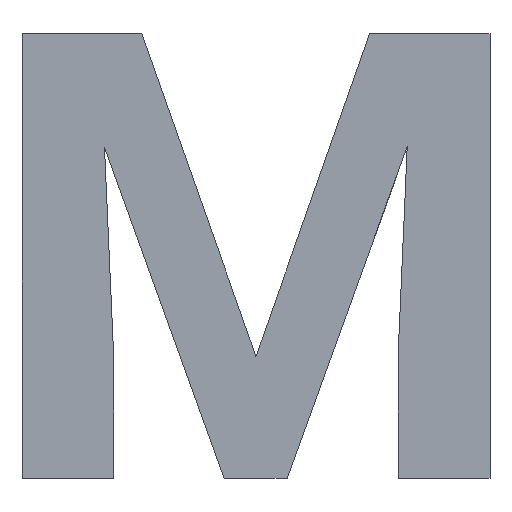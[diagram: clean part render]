
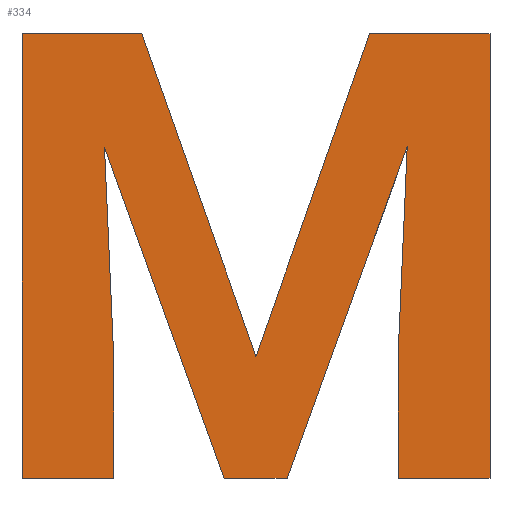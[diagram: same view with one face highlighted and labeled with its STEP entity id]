
A CAD part, top view. The second image highlights one B-rep face of the part: STEP entity #334.
In plain terms, the highlighted planar face has unit normal (0, 0, 1).
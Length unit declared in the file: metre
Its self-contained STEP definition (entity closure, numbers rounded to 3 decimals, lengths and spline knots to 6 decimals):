
#87=ORIENTED_EDGE('',*,*,#102,.F.);
#88=ORIENTED_EDGE('',*,*,#106,.F.);
#89=ORIENTED_EDGE('',*,*,#109,.F.);
#90=ORIENTED_EDGE('',*,*,#112,.F.);
#91=ORIENTED_EDGE('',*,*,#115,.F.);
#92=ORIENTED_EDGE('',*,*,#118,.F.);
#93=ORIENTED_EDGE('',*,*,#121,.F.);
#94=ORIENTED_EDGE('',*,*,#124,.F.);
#95=ORIENTED_EDGE('',*,*,#127,.F.);
#96=ORIENTED_EDGE('',*,*,#130,.F.);
#97=ORIENTED_EDGE('',*,*,#133,.F.);
#98=ORIENTED_EDGE('',*,*,#136,.F.);
#99=ORIENTED_EDGE('',*,*,#139,.F.);
#100=ORIENTED_EDGE('',*,*,#142,.F.);
#101=ORIENTED_EDGE('',*,*,#145,.F.);
#102=EDGE_CURVE('',#147,#148,#177,.T.);
#106=EDGE_CURVE('',#151,#147,#181,.T.);
#109=EDGE_CURVE('',#153,#151,#184,.T.);
#112=EDGE_CURVE('',#155,#153,#187,.T.);
#115=EDGE_CURVE('',#157,#155,#190,.T.);
#118=EDGE_CURVE('',#159,#157,#193,.T.);
#121=EDGE_CURVE('',#161,#159,#196,.T.);
#124=EDGE_CURVE('',#163,#161,#199,.T.);
#127=EDGE_CURVE('',#165,#163,#202,.T.);
#130=EDGE_CURVE('',#167,#165,#205,.T.);
#133=EDGE_CURVE('',#169,#167,#208,.T.);
#136=EDGE_CURVE('',#171,#169,#211,.T.);
#139=EDGE_CURVE('',#173,#171,#214,.T.);
#142=EDGE_CURVE('',#175,#173,#217,.T.);
#145=EDGE_CURVE('',#148,#175,#220,.T.);
#147=VERTEX_POINT('',#449);
#148=VERTEX_POINT('',#450);
#151=VERTEX_POINT('',#458);
#153=VERTEX_POINT('',#464);
#155=VERTEX_POINT('',#470);
#157=VERTEX_POINT('',#476);
#159=VERTEX_POINT('',#482);
#161=VERTEX_POINT('',#488);
#163=VERTEX_POINT('',#494);
#165=VERTEX_POINT('',#500);
#167=VERTEX_POINT('',#506);
#169=VERTEX_POINT('',#512);
#171=VERTEX_POINT('',#518);
#173=VERTEX_POINT('',#524);
#175=VERTEX_POINT('',#530);
#177=LINE('',#448,#222);
#181=LINE('',#457,#226);
#184=LINE('',#463,#229);
#187=LINE('',#469,#232);
#190=LINE('',#475,#235);
#193=LINE('',#481,#238);
#196=LINE('',#487,#241);
#199=LINE('',#493,#244);
#202=LINE('',#499,#247);
#205=LINE('',#505,#250);
#208=LINE('',#511,#253);
#211=LINE('',#517,#256);
#214=LINE('',#523,#259);
#217=LINE('',#529,#262);
#220=LINE('',#535,#265);
#222=VECTOR('',#369,1.);
#226=VECTOR('',#375,1.);
#229=VECTOR('',#380,1.);
#232=VECTOR('',#385,1.);
#235=VECTOR('',#390,1.);
#238=VECTOR('',#395,1.);
#241=VECTOR('',#400,1.);
#244=VECTOR('',#405,1.);
#247=VECTOR('',#410,1.);
#250=VECTOR('',#415,1.);
#253=VECTOR('',#420,1.);
#256=VECTOR('',#425,1.);
#259=VECTOR('',#430,1.);
#262=VECTOR('',#435,1.);
#265=VECTOR('',#440,1.);
#283=EDGE_LOOP('',(#87,#88,#89,#90,#91,#92,#93,#94,#95,#96,#97,#98,#99,
#100,#101));
#300=FACE_BOUND('',#283,.T.);
#317=PLANE('',#364);
#334=ADVANCED_FACE('',(#300),#317,.T.);
#364=AXIS2_PLACEMENT_3D('',#538,#444,#445);
#369=DIRECTION('',(0.334,-0.943,0.));
#375=DIRECTION('',(1.,0.,0.));
#380=DIRECTION('',(0.,1.,0.));
#385=DIRECTION('',(-1.,0.,0.));
#390=DIRECTION('',(0.,-1.,0.));
#395=DIRECTION('',(0.044,-0.999,0.));
#400=DIRECTION('',(-0.34,0.94,0.));
#405=DIRECTION('',(-1.,0.,0.));
#410=DIRECTION('',(-0.34,-0.94,0.));
#415=DIRECTION('',(0.044,0.999,0.));
#420=DIRECTION('',(0.,1.,0.));
#425=DIRECTION('',(-1.,0.,0.));
#430=DIRECTION('',(0.,-1.,0.));
#435=DIRECTION('',(1.,0.,0.));
#440=DIRECTION('',(0.332,0.943,0.));
#444=DIRECTION('',(0.,0.,1.));
#445=DIRECTION('',(1.,0.,0.));
#448=CARTESIAN_POINT('',(0.148317,-0.048087,0.0095));
#449=CARTESIAN_POINT('',(0.147607,-0.046082,0.0095));
#450=CARTESIAN_POINT('',(0.149027,-0.050092,0.0095));
#457=CARTESIAN_POINT('',(0.146862,-0.046082,0.0095));
#458=CARTESIAN_POINT('',(0.146118,-0.046082,0.0095));
#463=CARTESIAN_POINT('',(0.146118,-0.048847,0.0095));
#464=CARTESIAN_POINT('',(0.146118,-0.051611,0.0095));
#469=CARTESIAN_POINT('',(0.146688,-0.051611,0.0095));
#470=CARTESIAN_POINT('',(0.147258,-0.051611,0.0095));
#475=CARTESIAN_POINT('',(0.147258,-0.050855,0.0095));
#476=CARTESIAN_POINT('',(0.147258,-0.050099,0.0095));
#481=CARTESIAN_POINT('',(0.147201,-0.048797,0.0095));
#482=CARTESIAN_POINT('',(0.147143,-0.047494,0.0095));
#487=CARTESIAN_POINT('',(0.147888,-0.049553,0.0095));
#488=CARTESIAN_POINT('',(0.148632,-0.051611,0.0095));
#493=CARTESIAN_POINT('',(0.149024,-0.051611,0.0095));
#494=CARTESIAN_POINT('',(0.149415,-0.051611,0.0095));
#499=CARTESIAN_POINT('',(0.150161,-0.049551,0.0095));
#500=CARTESIAN_POINT('',(0.150907,-0.04749,0.0095));
#505=CARTESIAN_POINT('',(0.15085,-0.048795,0.0095));
#506=CARTESIAN_POINT('',(0.150793,-0.050099,0.0095));
#511=CARTESIAN_POINT('',(0.150793,-0.050855,0.0095));
#512=CARTESIAN_POINT('',(0.150793,-0.051611,0.0095));
#517=CARTESIAN_POINT('',(0.151365,-0.051611,0.0095));
#518=CARTESIAN_POINT('',(0.151937,-0.051611,0.0095));
#523=CARTESIAN_POINT('',(0.151937,-0.048847,0.0095));
#524=CARTESIAN_POINT('',(0.151937,-0.046082,0.0095));
#529=CARTESIAN_POINT('',(0.151189,-0.046082,0.0095));
#530=CARTESIAN_POINT('',(0.150441,-0.046082,0.0095));
#535=CARTESIAN_POINT('',(0.149734,-0.048087,0.0095));
#538=CARTESIAN_POINT('',(0.104891,-0.015824,0.0095));
